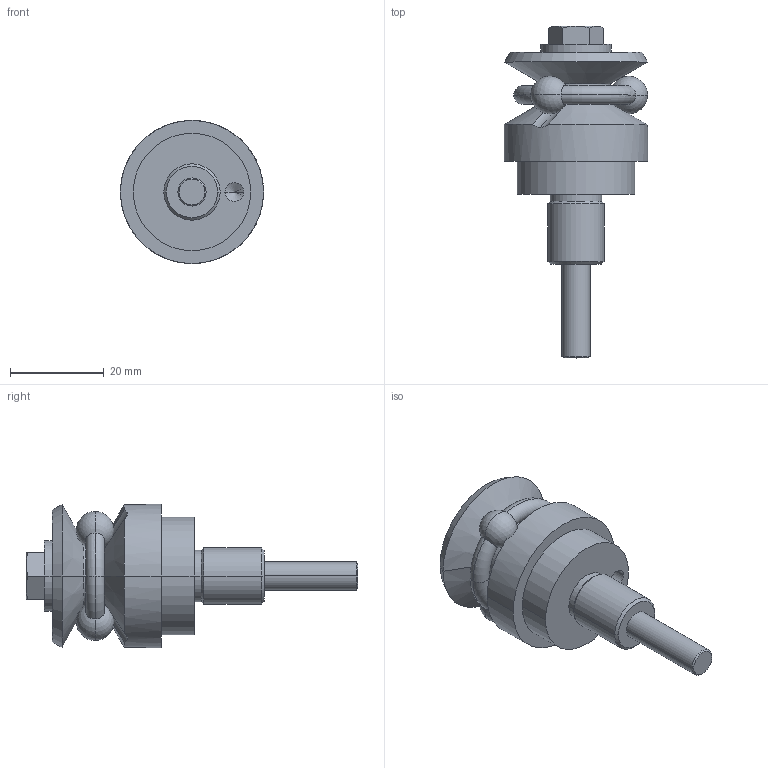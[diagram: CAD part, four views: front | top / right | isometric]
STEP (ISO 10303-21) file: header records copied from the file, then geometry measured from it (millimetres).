
FILE_DESCRIPTION(('STEP AP214'),'1');
FILE_NAME('HALDERN_EH_23340_0330.stp','2017-11-08T12:40:10',('TraceParts'),('TraceParts S.A.'),'Spatial InterOp 3D',' ',' ');
FILE_SCHEMA(('automotive_design'));
Length unit declared in the file: millimetre
Products named in the file (4): HALDERN_EH_23340_0330_1; HALDERN_EH_23340_0330_2; HALDERN_EH_23340_0330_3; HALDERN_EH_23340_0330_4
Bounding box: 30.5 x 70.7 x 30.5 mm (x, y, z)
Volume: 19176.7 mm3; surface area: 9410.8 mm2
Topology: 4 solids, 4 shells, 85 faces, 180 edges, 105 vertices
Faces by surface type: cylinder 28, cone 26, plane 17, torus 8, sphere 6
Entity records: 3541 total; most frequent: CARTESIAN_POINT 1014, DIRECTION 396, ORIENTED_EDGE 356, EDGE_CURVE 178, AXIS2_PLACEMENT_3D 171, VERTEX_POINT 105, EDGE_LOOP 93, STYLED_ITEM 85
